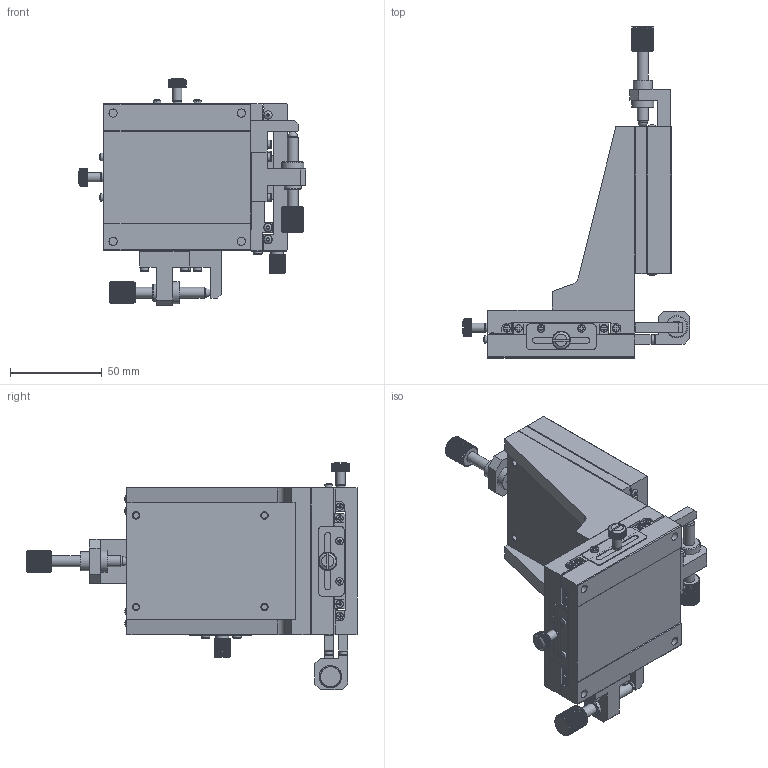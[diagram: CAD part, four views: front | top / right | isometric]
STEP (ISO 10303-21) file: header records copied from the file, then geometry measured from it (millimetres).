
FILE_DESCRIPTION (( 'STEP AP203' ), '1' );
FILE_NAME ('528934.STEP', '2024-11-12T09:31:55', ( 'Windows User' ), ( 'P R C' ), 'SwSTEP 2.0', 'SolidWorks 2020', '' );
FILE_SCHEMA (( 'CONFIG_CONTROL_DESIGN' ));
Products named in the file (1): 528934
Bounding box: 123.9 x 181.05 x 123.9 mm (x, y, z)
Volume: 395655.4 mm3; surface area: 141525.9 mm2
Topology: 8 solids, 12 shells, 2726 faces, 6570 edges, 3953 vertices
Faces by surface type: plane 1628, cone 690, cylinder 351, torus 42, sphere 15
Full cylindrical faces by diameter (mm): 2.386 x2, 3 x3, 3.242 x29, 3.958 x2, 4 x18, 4.2 x4, 4.5 x32, 5 x7, 6 x5, 7 x1, 8 x12, 9.5 x2, 10.5 x1, 12 x3
Entity records: 79026 total; most frequent: CARTESIAN_POINT 19710, ORIENTED_EDGE 12424, DIRECTION 11559, EDGE_CURVE 6212, AXIS2_PLACEMENT_3D 4272, VERTEX_POINT 3825, EDGE_LOOP 3121, LINE 3015
